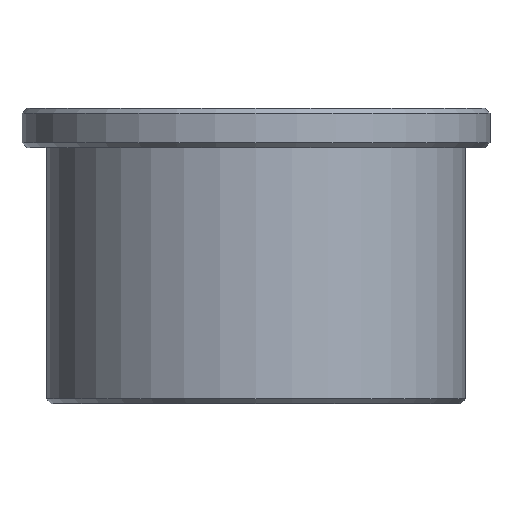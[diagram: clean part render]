
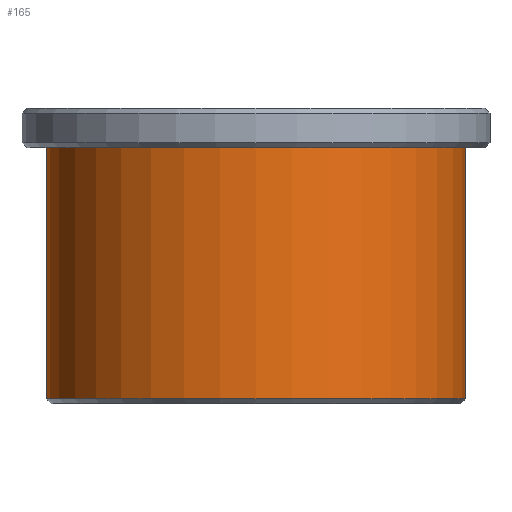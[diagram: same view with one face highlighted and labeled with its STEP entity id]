
A CAD part, front view. The second image highlights one B-rep face of the part: STEP entity #165.
In plain terms, the highlighted cylindrical face has radius 42.5 mm (diameter 85 mm), a full revolution.
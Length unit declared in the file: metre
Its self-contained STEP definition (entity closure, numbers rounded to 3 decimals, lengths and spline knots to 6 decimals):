
#165=ADVANCED_FACE('',(#204,#205),#206,.T.);
#204=FACE_OUTER_BOUND('',#5073,.T.);
#205=FACE_OUTER_BOUND('',#5074,.T.);
#206=CYLINDRICAL_SURFACE('',#5075,0.0425);
#5073=EDGE_LOOP('',(#9977));
#5074=EDGE_LOOP('',(#9978));
#5075=AXIS2_PLACEMENT_3D('',#9979,#9980,#9981);
#9977=ORIENTED_EDGE('',*,*,#10017,.T.);
#9978=ORIENTED_EDGE('',*,*,#10016,.F.);
#9979=CARTESIAN_POINT('',(0.0,0.0,0.0));
#9980=DIRECTION('',(0.0,0.,-1.0));
#9981=DIRECTION('',(0.0,1.0,0.));
#10016=EDGE_CURVE('',#10055,#10055,#10056,.T.);
#10017=EDGE_CURVE('',#10057,#10057,#10058,.T.);
#10055=VERTEX_POINT('',#10221);
#10056=CIRCLE('',#10222,0.0425);
#10057=VERTEX_POINT('',#10223);
#10058=CIRCLE('',#10224,0.0425);
#10221=CARTESIAN_POINT('',(0.0,0.0425,0.001));
#10222=AXIS2_PLACEMENT_3D('',#10267,#10268,#10269);
#10223=CARTESIAN_POINT('',(0.0,0.0425,0.052));
#10224=AXIS2_PLACEMENT_3D('',#10270,#10271,#10272);
#10267=CARTESIAN_POINT('',(0.0,0.0,0.001));
#10268=DIRECTION('',(0.0,0.,-1.0));
#10269=DIRECTION('',(0.0,1.0,0.));
#10270=CARTESIAN_POINT('',(0.0,0.0,0.052));
#10271=DIRECTION('',(0.0,0.,-1.0));
#10272=DIRECTION('',(0.0,1.0,0.));
